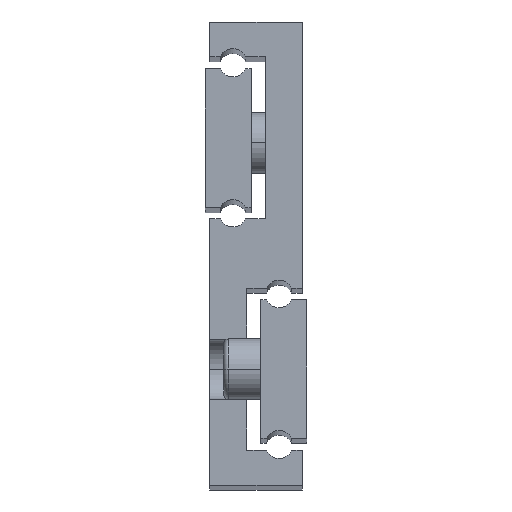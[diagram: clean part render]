
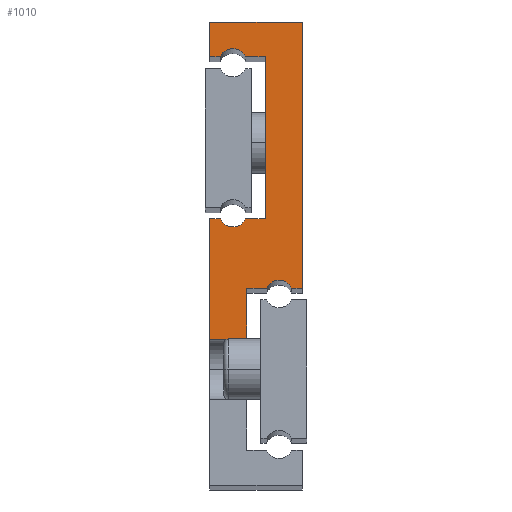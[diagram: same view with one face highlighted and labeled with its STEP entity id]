
A CAD part, top view. The second image highlights one B-rep face of the part: STEP entity #1010.
In plain terms, the highlighted planar face has unit normal (0, 0, 1).
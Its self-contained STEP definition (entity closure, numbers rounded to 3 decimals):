
#22 = VERTEX_POINT ( 'NONE', #719 ) ;
#51 = ORIENTED_EDGE ( 'NONE', *, *, #324, .T. ) ;
#64 = DIRECTION ( 'NONE',  ( 1., 0., 0. ) ) ;
#76 = EDGE_CURVE ( 'NONE', #938, #2038, #921, .T. ) ;
#98 = DIRECTION ( 'NONE',  ( -1., 0., 0. ) ) ;
#102 = ORIENTED_EDGE ( 'NONE', *, *, #774, .T. ) ;
#132 = VERTEX_POINT ( 'NONE', #256 ) ;
#135 = ORIENTED_EDGE ( 'NONE', *, *, #76, .T. ) ;
#138 = DIRECTION ( 'NONE',  ( 0., 0., -1. ) ) ;
#140 = CARTESIAN_POINT ( 'NONE',  ( 12., 92.5, 300. ) ) ;
#145 = ORIENTED_EDGE ( 'NONE', *, *, #1532, .T. ) ;
#148 = VERTEX_POINT ( 'NONE', #411 ) ;
#168 = VECTOR ( 'NONE', #1934, 1000. ) ;
#178 = CARTESIAN_POINT ( 'NONE',  ( 8., 42.5, 300. ) ) ;
#205 = AXIS2_PLACEMENT_3D ( 'NONE', #1879, #339, #1712 ) ;
#252 = ORIENTED_EDGE ( 'NONE', *, *, #2117, .T. ) ;
#253 = VERTEX_POINT ( 'NONE', #2008 ) ;
#256 = CARTESIAN_POINT ( 'NONE',  ( 20., 42.5, 300. ) ) ;
#277 = CARTESIAN_POINT ( 'NONE',  ( 12., 92.5, 300. ) ) ;
#316 = EDGE_CURVE ( 'NONE', #929, #805, #1522, .T. ) ;
#324 = EDGE_CURVE ( 'NONE', #22, #132, #1853, .T. ) ;
#339 = DIRECTION ( 'NONE',  ( 0., 0., -1. ) ) ;
#347 = LINE ( 'NONE', #390, #703 ) ;
#361 = CARTESIAN_POINT ( 'NONE',  ( 7.727, 92.5, 300. ) ) ;
#390 = CARTESIAN_POINT ( 'NONE',  ( 0., 57.5, 300. ) ) ;
#411 = CARTESIAN_POINT ( 'NONE',  ( 7.727, 92.5, 300. ) ) ;
#412 = VECTOR ( 'NONE', #64, 1000. ) ;
#415 = LINE ( 'NONE', #1101, #1046 ) ;
#423 = LINE ( 'NONE', #751, #1733 ) ;
#513 = DIRECTION ( 'NONE',  ( 0., -1., 0. ) ) ;
#549 = DIRECTION ( 'NONE',  ( 1., 0., 0. ) ) ;
#557 = LINE ( 'NONE', #2082, #168 ) ;
#564 = VERTEX_POINT ( 'NONE', #1996 ) ;
#577 = CARTESIAN_POINT ( 'NONE',  ( 20., 100., 300. ) ) ;
#591 = FACE_OUTER_BOUND ( 'NONE', #1286, .T. ) ;
#596 = DIRECTION ( 'NONE',  ( 0., 0., -1. ) ) ;
#627 = ORIENTED_EDGE ( 'NONE', *, *, #1373, .T. ) ;
#635 = DIRECTION ( 'NONE',  ( 1., 0., 0. ) ) ;
#671 = VERTEX_POINT ( 'NONE', #939 ) ;
#700 = ORIENTED_EDGE ( 'NONE', *, *, #1583, .T. ) ;
#703 = VECTOR ( 'NONE', #1553, 1000. ) ;
#704 = VECTOR ( 'NONE', #2202, 1000. ) ;
#708 = LINE ( 'NONE', #361, #412 ) ;
#719 = CARTESIAN_POINT ( 'NONE',  ( 17.727, 42.5, 300. ) ) ;
#751 = CARTESIAN_POINT ( 'NONE',  ( 7.727, 57.5, 300. ) ) ;
#774 = EDGE_CURVE ( 'NONE', #132, #938, #2028, .T. ) ;
#793 = DIRECTION ( 'NONE',  ( 1., 0., 0. ) ) ;
#799 = DIRECTION ( 'NONE',  ( 1., 0., 0. ) ) ;
#805 = VERTEX_POINT ( 'NONE', #178 ) ;
#838 = ORIENTED_EDGE ( 'NONE', *, *, #1334, .T. ) ;
#904 = VERTEX_POINT ( 'NONE', #1044 ) ;
#921 = LINE ( 'NONE', #577, #1952 ) ;
#926 = CARTESIAN_POINT ( 'NONE',  ( 20., 100., 300. ) ) ;
#929 = VERTEX_POINT ( 'NONE', #1264 ) ;
#938 = VERTEX_POINT ( 'NONE', #926 ) ;
#939 = CARTESIAN_POINT ( 'NONE',  ( 12., 57.5, 300. ) ) ;
#945 = CARTESIAN_POINT ( 'NONE',  ( 15., 41.25, 300. ) ) ;
#950 = ORIENTED_EDGE ( 'NONE', *, *, #962, .T. ) ;
#962 = EDGE_CURVE ( 'NONE', #671, #1170, #423, .T. ) ;
#968 = PLANE ( 'NONE',  #1657 ) ;
#993 = CARTESIAN_POINT ( 'NONE',  ( 7.727, 57.5, 300. ) ) ;
#1009 = VECTOR ( 'NONE', #513, 1000. ) ;
#1010 = ADVANCED_FACE ( 'NONE', ( #591 ), #968, .F. ) ;
#1014 = VECTOR ( 'NONE', #2165, 1000. ) ;
#1044 = CARTESIAN_POINT ( 'NONE',  ( 2.273, 57.5, 300. ) ) ;
#1046 = VECTOR ( 'NONE', #793, 1000. ) ;
#1071 = EDGE_CURVE ( 'NONE', #1575, #929, #415, .T. ) ;
#1097 = DIRECTION ( 'NONE',  ( -1., 0., 0. ) ) ;
#1101 = CARTESIAN_POINT ( 'NONE',  ( 0., 31.5, 300. ) ) ;
#1106 = VERTEX_POINT ( 'NONE', #2207 ) ;
#1119 = EDGE_CURVE ( 'NONE', #1869, #671, #1516, .T. ) ;
#1150 = CARTESIAN_POINT ( 'NONE',  ( 0., 0., 300. ) ) ;
#1163 = AXIS2_PLACEMENT_3D ( 'NONE', #2180, #138, #635 ) ;
#1169 = CIRCLE ( 'NONE', #205, 3. ) ;
#1170 = VERTEX_POINT ( 'NONE', #993 ) ;
#1185 = CARTESIAN_POINT ( 'NONE',  ( 20., 100., 300. ) ) ;
#1262 = CARTESIAN_POINT ( 'NONE',  ( 12.273, 42.5, 300. ) ) ;
#1264 = CARTESIAN_POINT ( 'NONE',  ( 8., 31.5, 300. ) ) ;
#1286 = EDGE_LOOP ( 'NONE', ( #145, #2217, #1881, #838, #1919, #51, #102, #135, #627, #1677, #700, #252, #1750, #950, #2052, #2063 ) ) ;
#1287 = DIRECTION ( 'NONE',  ( -1., 0., 0. ) ) ;
#1334 = EDGE_CURVE ( 'NONE', #805, #564, #2098, .T. ) ;
#1358 = CARTESIAN_POINT ( 'NONE',  ( 8., 7.5, 300. ) ) ;
#1373 = EDGE_CURVE ( 'NONE', #2038, #2002, #1488, .T. ) ;
#1488 = LINE ( 'NONE', #1956, #1014 ) ;
#1505 = CARTESIAN_POINT ( 'NONE',  ( 0., 31.5, 300. ) ) ;
#1516 = LINE ( 'NONE', #140, #1009 ) ;
#1522 = LINE ( 'NONE', #1358, #704 ) ;
#1532 = EDGE_CURVE ( 'NONE', #253, #1575, #1535, .T. ) ;
#1533 = CIRCLE ( 'NONE', #1163, 3. ) ;
#1535 = LINE ( 'NONE', #1150, #1957 ) ;
#1553 = DIRECTION ( 'NONE',  ( -1., 0., 0. ) ) ;
#1575 = VERTEX_POINT ( 'NONE', #1505 ) ;
#1583 = EDGE_CURVE ( 'NONE', #1106, #148, #1533, .T. ) ;
#1649 = CARTESIAN_POINT ( 'NONE',  ( 5., 58.75, 300. ) ) ;
#1657 = AXIS2_PLACEMENT_3D ( 'NONE', #1649, #2156, #1976 ) ;
#1669 = AXIS2_PLACEMENT_3D ( 'NONE', #945, #596, #1287 ) ;
#1677 = ORIENTED_EDGE ( 'NONE', *, *, #1812, .T. ) ;
#1685 = CARTESIAN_POINT ( 'NONE',  ( 0., 100., 300. ) ) ;
#1712 = DIRECTION ( 'NONE',  ( -1., 0., 0. ) ) ;
#1733 = VECTOR ( 'NONE', #98, 1000. ) ;
#1748 = EDGE_CURVE ( 'NONE', #564, #22, #2069, .T. ) ;
#1750 = ORIENTED_EDGE ( 'NONE', *, *, #1119, .T. ) ;
#1798 = EDGE_CURVE ( 'NONE', #904, #253, #347, .T. ) ;
#1812 = EDGE_CURVE ( 'NONE', #2002, #1106, #557, .T. ) ;
#1844 = DIRECTION ( 'NONE',  ( 0., -1., 0. ) ) ;
#1853 = LINE ( 'NONE', #1864, #1960 ) ;
#1854 = CARTESIAN_POINT ( 'NONE',  ( 0., 92.5, 300. ) ) ;
#1864 = CARTESIAN_POINT ( 'NONE',  ( 20., 42.5, 300. ) ) ;
#1869 = VERTEX_POINT ( 'NONE', #277 ) ;
#1879 = CARTESIAN_POINT ( 'NONE',  ( 5., 58.75, 300. ) ) ;
#1881 = ORIENTED_EDGE ( 'NONE', *, *, #316, .T. ) ;
#1919 = ORIENTED_EDGE ( 'NONE', *, *, #1748, .T. ) ;
#1934 = DIRECTION ( 'NONE',  ( 1., 0., 0. ) ) ;
#1952 = VECTOR ( 'NONE', #1097, 1000. ) ;
#1956 = CARTESIAN_POINT ( 'NONE',  ( 0., 100., 300. ) ) ;
#1957 = VECTOR ( 'NONE', #1844, 1000. ) ;
#1960 = VECTOR ( 'NONE', #799, 1000. ) ;
#1963 = EDGE_CURVE ( 'NONE', #1170, #904, #1169, .T. ) ;
#1976 = DIRECTION ( 'NONE',  ( -1., 0., 0. ) ) ;
#1988 = VECTOR ( 'NONE', #549, 1000. ) ;
#1996 = CARTESIAN_POINT ( 'NONE',  ( 12.273, 42.5, 300. ) ) ;
#2002 = VERTEX_POINT ( 'NONE', #1854 ) ;
#2008 = CARTESIAN_POINT ( 'NONE',  ( 0., 57.5, 300. ) ) ;
#2028 = LINE ( 'NONE', #1185, #2197 ) ;
#2038 = VERTEX_POINT ( 'NONE', #1685 ) ;
#2052 = ORIENTED_EDGE ( 'NONE', *, *, #1963, .T. ) ;
#2063 = ORIENTED_EDGE ( 'NONE', *, *, #1798, .T. ) ;
#2069 = CIRCLE ( 'NONE', #1669, 3. ) ;
#2082 = CARTESIAN_POINT ( 'NONE',  ( 0., 92.5, 300. ) ) ;
#2098 = LINE ( 'NONE', #1262, #1988 ) ;
#2117 = EDGE_CURVE ( 'NONE', #148, #1869, #708, .T. ) ;
#2156 = DIRECTION ( 'NONE',  ( 0., 0., -1. ) ) ;
#2165 = DIRECTION ( 'NONE',  ( 0., -1., 0. ) ) ;
#2180 = CARTESIAN_POINT ( 'NONE',  ( 5., 91.25, 300. ) ) ;
#2195 = DIRECTION ( 'NONE',  ( 0., 1., 0. ) ) ;
#2197 = VECTOR ( 'NONE', #2195, 1000. ) ;
#2202 = DIRECTION ( 'NONE',  ( 0., 1., 0. ) ) ;
#2207 = CARTESIAN_POINT ( 'NONE',  ( 2.273, 92.5, 300. ) ) ;
#2217 = ORIENTED_EDGE ( 'NONE', *, *, #1071, .T. ) ;
